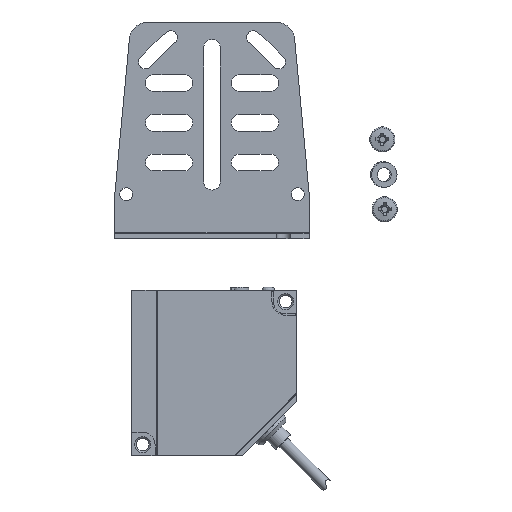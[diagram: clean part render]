
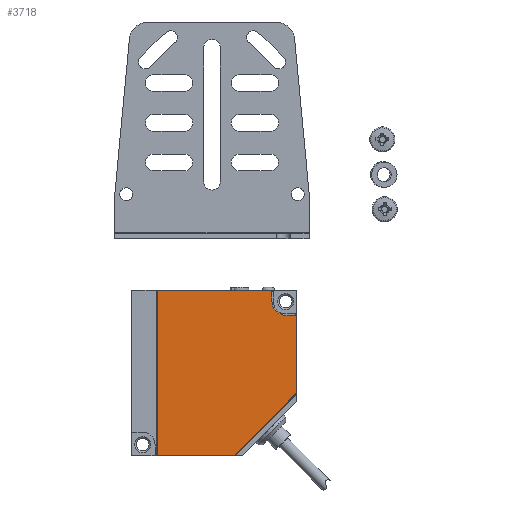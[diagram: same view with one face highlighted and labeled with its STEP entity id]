
A CAD part, top view. The second image highlights one B-rep face of the part: STEP entity #3718.
In plain terms, the highlighted planar face has unit normal (0, 0, 1).
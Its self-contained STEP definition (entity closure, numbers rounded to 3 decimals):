
#163=LINE($,#5695,#509);
#193=LINE($,#5914,#539);
#212=LINE($,#5952,#558);
#255=LINE($,#6071,#601);
#257=LINE($,#6077,#603);
#258=LINE($,#6079,#604);
#259=LINE($,#6082,#605);
#509=VECTOR($,#4481,24.142);
#539=VECTOR($,#4575,36.1);
#558=VECTOR($,#4606,24.442);
#601=VECTOR($,#4735,3.4);
#603=VECTOR($,#4743,3.4);
#604=VECTOR($,#4746,27.942);
#605=VECTOR($,#4751,52.);
#839=PLANE($,#4005);
#1142=FACE_OUTER_BOUND($,#1380,.T.);
#1380=EDGE_LOOP($,(#3085,#3086,#3087,#3088,#3089,#3090,#3091,#3092));
#1586=CIRCLE($,#4000,4.4);
#1773=VERTEX_POINT($,#5692);
#1774=VERTEX_POINT($,#5694);
#1810=VERTEX_POINT($,#5911);
#1811=VERTEX_POINT($,#5913);
#1823=VERTEX_POINT($,#5949);
#1824=VERTEX_POINT($,#5951);
#1857=VERTEX_POINT($,#6069);
#1858=VERTEX_POINT($,#6073);
#2169=EDGE_CURVE($,#1773,#1774,#163,.T.);
#2220=EDGE_CURVE($,#1810,#1811,#193,.T.);
#2239=EDGE_CURVE($,#1823,#1824,#212,.T.);
#2297=EDGE_CURVE($,#1823,#1857,#255,.T.);
#2299=EDGE_CURVE($,#1857,#1858,#1586,.T.);
#2300=EDGE_CURVE($,#1858,#1811,#257,.T.);
#2301=EDGE_CURVE($,#1824,#1773,#258,.T.);
#2302=EDGE_CURVE($,#1774,#1810,#259,.T.);
#3085=ORIENTED_EDGE($,*,*,#2300,.T.);
#3086=ORIENTED_EDGE($,*,*,#2220,.F.);
#3087=ORIENTED_EDGE($,*,*,#2302,.F.);
#3088=ORIENTED_EDGE($,*,*,#2169,.F.);
#3089=ORIENTED_EDGE($,*,*,#2301,.F.);
#3090=ORIENTED_EDGE($,*,*,#2239,.F.);
#3091=ORIENTED_EDGE($,*,*,#2297,.T.);
#3092=ORIENTED_EDGE($,*,*,#2299,.T.);
#3718=ADVANCED_FACE($,(#1142),#839,.T.);
#4000=AXIS2_PLACEMENT_3D($,#6075,#4739,#4740);
#4005=AXIS2_PLACEMENT_3D($,#6083,#4752,#4753);
#4481=DIRECTION($,(-1.,0.,0.));
#4575=DIRECTION($,(1.,0.,0.));
#4606=DIRECTION($,(0.,-1.,0.));
#4735=DIRECTION($,(-1.,0.,0.));
#4739=DIRECTION('center_axis',(0.,0.,-1.));
#4740=DIRECTION('ref_axis',(-1.,0.,0.));
#4743=DIRECTION($,(0.,1.,0.));
#4746=DIRECTION($,(-0.707,-0.707,0.));
#4751=DIRECTION($,(0.,1.,0.));
#4752=DIRECTION('center_axis',(0.,0.,1.));
#4753=DIRECTION('ref_axis',(1.,0.,0.));
#5692=CARTESIAN_POINT('',(32.242,0.,9.3));
#5694=CARTESIAN_POINT('',(8.1,0.,9.3));
#5695=CARTESIAN_POINT($,(32.242,0.,9.3));
#5911=CARTESIAN_POINT('',(8.1,52.,9.3));
#5913=CARTESIAN_POINT('',(44.2,52.,9.3));
#5914=CARTESIAN_POINT($,(8.1,52.,9.3));
#5949=CARTESIAN_POINT('',(52.,44.2,9.3));
#5951=CARTESIAN_POINT('',(52.,19.758,9.3));
#5952=CARTESIAN_POINT($,(52.,44.2,9.3));
#6069=CARTESIAN_POINT('',(48.6,44.2,9.3));
#6071=CARTESIAN_POINT($,(52.,44.2,9.3));
#6073=CARTESIAN_POINT('',(44.2,48.6,9.3));
#6075=CARTESIAN_POINT('Origin',(48.6,48.6,9.3));
#6077=CARTESIAN_POINT($,(44.2,48.6,9.3));
#6079=CARTESIAN_POINT($,(52.,19.758,9.3));
#6082=CARTESIAN_POINT($,(8.1,0.,9.3));
#6083=CARTESIAN_POINT('Origin',(28.192,28.118,9.3));
